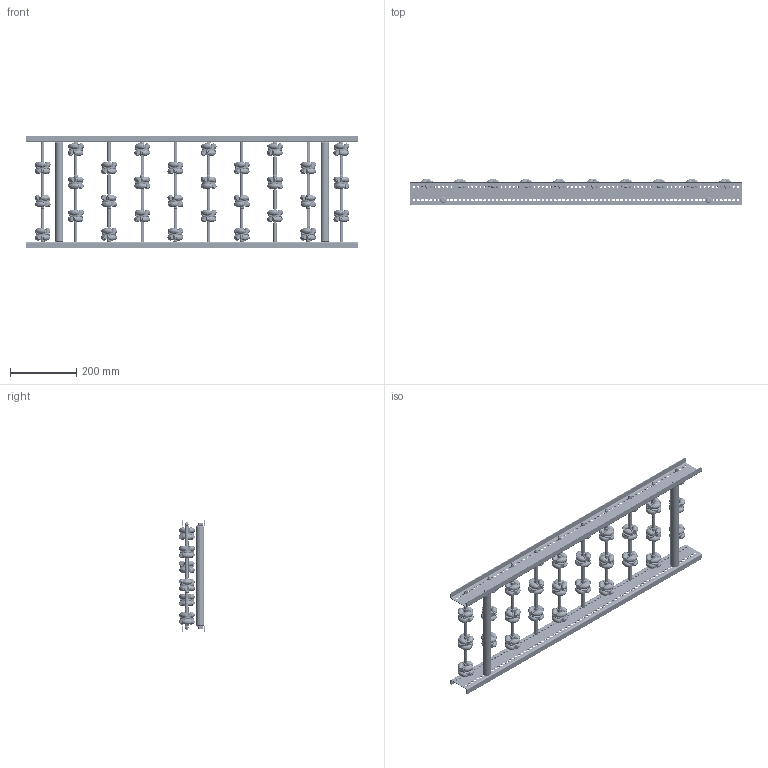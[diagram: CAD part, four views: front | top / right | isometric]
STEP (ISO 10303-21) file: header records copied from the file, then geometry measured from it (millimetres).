
FILE_DESCRIPTION (( 'STEP AP214' ), '1' );
FILE_NAME ('0052574.step', '2021-10-26T12:35:41', ( '' ), ( '' ), 'SwSTEP 2.0', 'SolidWorks 2020', '' );
FILE_SCHEMA (( 'AUTOMOTIVE_DESIGN' ));
Length unit declared in the file: millimetre
Products named in the file (13): 0027528_BUCHSE-HOHLNIETE ZU AWR48; S100994_Sperrzahnschraube_M08x16-8.8-A2K; 0015028_AWR48; 0036819_SICHERUNGS-HUTMUTTER-DIN986-M6; Profil-RB-20x70x20x2_S100215_U-PROFIL-20-70-20-2-RB-L=1000; AWR48_Röllchen; AWR48_Halter; 0019719_Gewindestange-M6_L=320; AWR-Achse-f黵-Konfiguration_L300; 0019730_Tragrollenrohr-Ø10x1,75KU_KFG_0019730_L=55; 0052574; AWR48_Stift; Traversen_KFG_L300
Assembly tree (64 placements, depth 4):
  0052574
    Profil-RB-20x70x20x2_S100215_U-PROFIL-20-70-20-2-RB-L=1000  x2
    AWR-Achse-f黵-Konfiguration_L300  x10
      0019719_Gewindestange-M6_L=320
      0015028_AWR48
        AWR48_Halter
        AWR48_Röllchen  x6
        AWR48_Stift  x6
      0019730_Tragrollenrohr-Ø10x1,75KU_KFG_0019730_L=55
      0027528_BUCHSE-HOHLNIETE ZU AWR48
    S100994_Sperrzahnschraube_M08x16-8.8-A2K  x4
    Traversen_KFG_L300  x2
    0036819_SICHERUNGS-HUTMUTTER-DIN986-M6  x20
Bounding box: 1000 x 78.93 x 340 mm (x, y, z)
Volume: 1950024.5 mm3; surface area: 1422930.1 mm2
Topology: 522 solids, 522 shells, 9732 faces, 22696 edges, 14344 vertices
Faces by surface type: cylinder 3908, plane 3240, torus 1616, cone 928, sphere 40
Entity records: 22664 total; most frequent: CARTESIAN_POINT 4684, DIRECTION 3831, ORIENTED_EDGE 3322, EDGE_CURVE 1661, AXIS2_PLACEMENT_3D 1626, VERTEX_POINT 1074, EDGE_LOOP 979, CIRCLE 938
